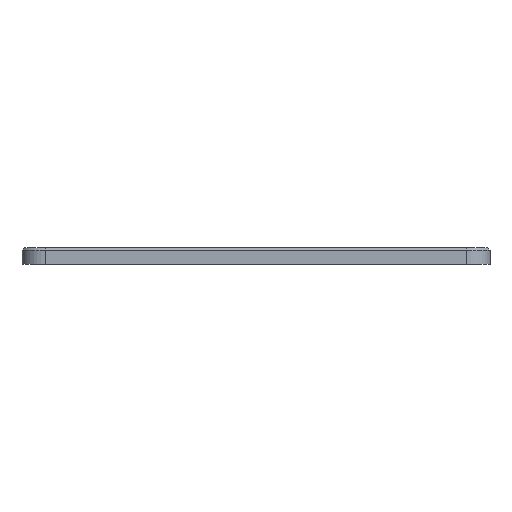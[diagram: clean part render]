
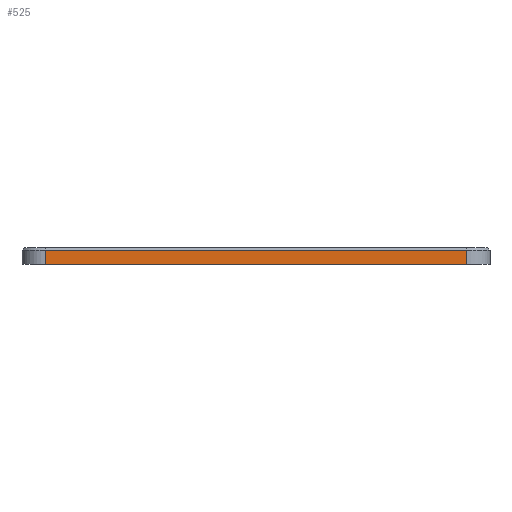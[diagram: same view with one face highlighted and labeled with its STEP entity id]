
A CAD part, left-side view. The second image highlights one B-rep face of the part: STEP entity #525.
In plain terms, the highlighted planar face has unit normal (-1, 0, 0).
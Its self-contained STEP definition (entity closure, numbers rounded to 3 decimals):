
#473=CARTESIAN_POINT('Vertex',(0.,190.,0.)) ;
#476=CARTESIAN_POINT('Line Origine',(0.,190.,3.5)) ;
#480=CARTESIAN_POINT('Vertex',(0.,190.,6.)) ;
#495=CARTESIAN_POINT('Axis2P3D Location',(0.,190.,0.)) ;
#500=CARTESIAN_POINT('Line Origine',(0.,100.,0.)) ;
#504=CARTESIAN_POINT('Vertex',(0.,10.,0.)) ;
#507=CARTESIAN_POINT('Line Origine',(0.,10.,3.)) ;
#511=CARTESIAN_POINT('Vertex',(0.,10.,6.)) ;
#514=CARTESIAN_POINT('Line Origine',(0.,100.,6.)) ;
#477=DIRECTION('Vector Direction',(0.,0.,1.)) ;
#496=DIRECTION('Axis2P3D Direction',(-1.,0.,0.)) ;
#497=DIRECTION('Axis2P3D XDirection',(0.,-1.,0.)) ;
#501=DIRECTION('Vector Direction',(0.,-1.,0.)) ;
#508=DIRECTION('Vector Direction',(0.,0.,1.)) ;
#515=DIRECTION('Vector Direction',(0.,-1.,0.)) ;
#498=AXIS2_PLACEMENT_3D('Plane Axis2P3D',#495,#496,#497) ;
#520=ORIENTED_EDGE('',*,*,#482,.F.) ;
#521=ORIENTED_EDGE('',*,*,#506,.T.) ;
#522=ORIENTED_EDGE('',*,*,#513,.T.) ;
#523=ORIENTED_EDGE('',*,*,#518,.F.) ;
#478=VECTOR('Line Direction',#477,1.) ;
#502=VECTOR('Line Direction',#501,1.) ;
#509=VECTOR('Line Direction',#508,1.) ;
#516=VECTOR('Line Direction',#515,1.) ;
#525=ADVANCED_FACE('Corps principal',(#524),#499,.T.) ;
#482=EDGE_CURVE('',#474,#481,#479,.T.) ;
#506=EDGE_CURVE('',#474,#505,#503,.T.) ;
#513=EDGE_CURVE('',#505,#512,#510,.T.) ;
#518=EDGE_CURVE('',#481,#512,#517,.T.) ;
#519=EDGE_LOOP('',(#520,#521,#522,#523)) ;
#524=FACE_OUTER_BOUND('',#519,.T.) ;
#479=LINE('Line',#476,#478) ;
#503=LINE('Line',#500,#502) ;
#510=LINE('Line',#507,#509) ;
#517=LINE('Line',#514,#516) ;
#499=PLANE('',#498) ;
#474=VERTEX_POINT('',#473) ;
#481=VERTEX_POINT('',#480) ;
#505=VERTEX_POINT('',#504) ;
#512=VERTEX_POINT('',#511) ;
